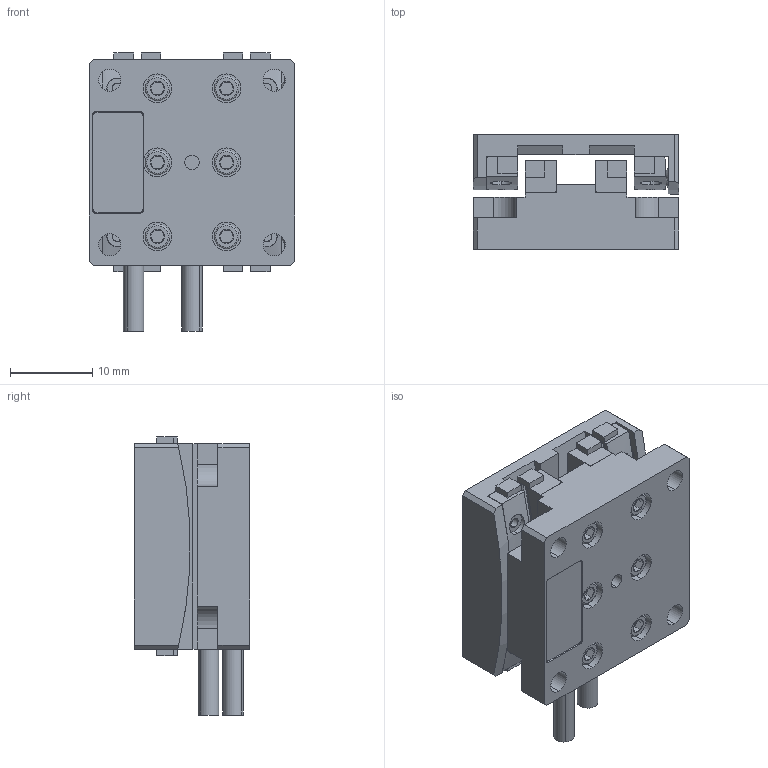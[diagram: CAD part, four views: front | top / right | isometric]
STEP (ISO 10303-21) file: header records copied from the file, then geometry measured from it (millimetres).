
FILE_DESCRIPTION (( 'STEP AP214' ), '1' );
FILE_NAME ('PG-25-1130X.STEP', '2022-02-08T01:11:23', ( '' ), ( '' ), 'SwSTEP 2.0', 'SolidWorks 2020', '' );
FILE_SCHEMA (( 'AUTOMOTIVE_DESIGN' ));
Length unit declared in the file: millimetre
Products named in the file (13): PG-25-1130X; SCREW, SHCS-S, M-DIN_M1.6 x 0.35 x 03mm; PG-25 Gonio Bearing Assembly_DEMO; 2.5mm Dia Cable_10mm; 430415 PPS 20, Back Cover, W20; 430986 PG-25, Gonio Bearing, R50, Top Piece; 430994 Threaded Insert, M1,6; Set Screw, Cup-H, E-ASME_E1-72 x 1''16; 430991 PG-25, Gonio Bearing, R50, Bottom Piece; SCREW, SHCS-S, M-DIN_M1.6 x 0.35 x 08mm; 430992 PG-25, Base; 430363 Ceramic Tip, Piezo Motor 2xL2A_2.4mm Unground Length; 430993 PG-25, Carriage
Assembly tree (40 placements, depth 3):
  PG-25-1130X
    430992 PG-25, Base
    430993 PG-25, Carriage
    430415 PPS 20, Back Cover, W20
    2.5mm Dia Cable_10mm  x2
    430994 Threaded Insert, M1,6  x6
    SCREW, SHCS-S, M-DIN_M1.6 x 0.35 x 08mm  x6
    SCREW, SHCS-S, M-DIN_M1.6 x 0.35 x 03mm  x6
    Set Screw, Cup-H, E-ASME_E1-72 x 1''16  x3
    PG-25 Gonio Bearing Assembly_DEMO  x2
      430991 PG-25, Gonio Bearing, R50, Bottom Piece
      430986 PG-25, Gonio Bearing, R50, Top Piece
      430363 Ceramic Tip, Piezo Motor 2xL2A_2.4mm Unground Length
      430994 Threaded Insert, M1,6
Bounding box: 25 x 14 x 33.8 mm (x, y, z)
Volume: 6386.3 mm3; surface area: 8659.8 mm2
Topology: 50 solids, 50 shells, 922 faces, 2022 edges, 1226 vertices
Faces by surface type: plane 383, cylinder 321, cone 122, torus 96
Entity records: 12578 total; most frequent: CARTESIAN_POINT 2430, DIRECTION 2085, ORIENTED_EDGE 1872, EDGE_CURVE 936, AXIS2_PLACEMENT_3D 787, VERTEX_POINT 594, LINE 511, VECTOR 511
